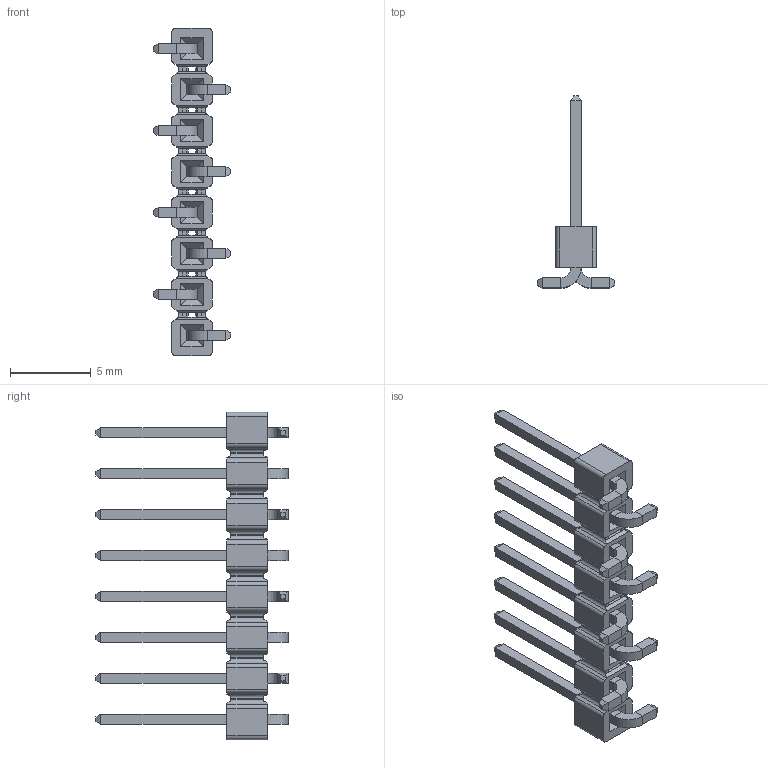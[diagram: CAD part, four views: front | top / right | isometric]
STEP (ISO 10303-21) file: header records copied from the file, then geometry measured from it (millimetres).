
FILE_DESCRIPTION (( 'STEP AP203' ), '1' );
FILE_NAME ('TSM-108-02-X-SV.step', '2008-04-14T19:00:49', ( ' ' ), ( ' ' ), 'SwSTEP 2.0', 'SolidWorks 2007', '' );
FILE_SCHEMA (( 'CONFIG_CONTROL_DESIGN' ));
Length unit declared in the file: inch
Products named in the file (3): TSM-108-02-X-SV; T-1S6_TSM-02-DV (-08); TSM-XX-SV-XX_12 Pos [ASM print]
Assembly tree (9 placements, depth 2):
  TSM-108-02-X-SV
    T-1S6_TSM-02-DV (-08)  x8
    TSM-XX-SV-XX_12 Pos [ASM print]
Bounding box: 4.83 x 11.94 x 20.32 mm (x, y, z)
Volume: 146.3 mm3; surface area: 571.5 mm2
Topology: 9 solids, 9 shells, 622 faces, 1588 edges, 976 vertices
Faces by surface type: plane 546, cylinder 76
Entity records: 15035 total; most frequent: CARTESIAN_POINT 2736, ORIENTED_EDGE 2560, DIRECTION 2308, EDGE_CURVE 1280, VECTOR 1100, LINE 1100, VERTEX_POINT 808, AXIS2_PLACEMENT_3D 604
